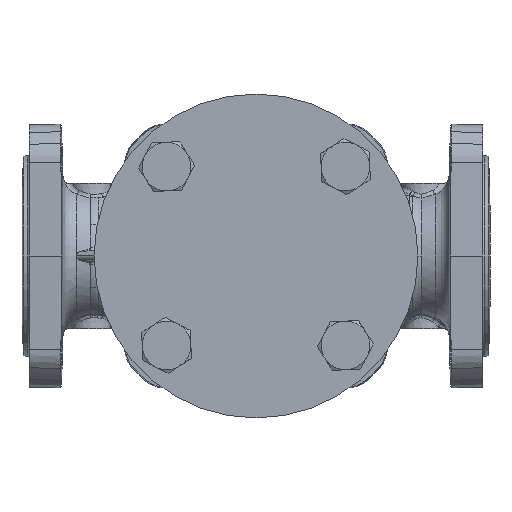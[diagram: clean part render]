
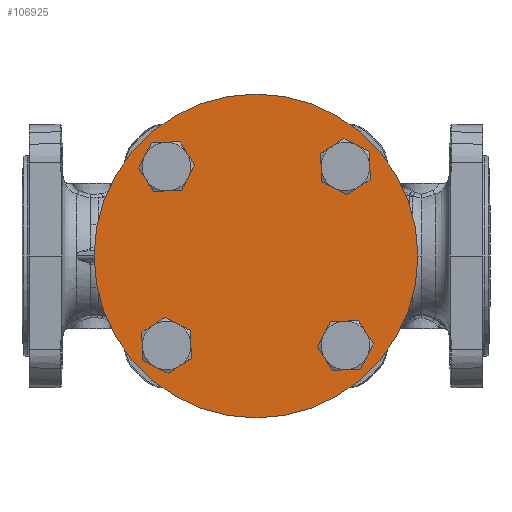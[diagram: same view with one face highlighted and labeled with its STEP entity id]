
A CAD part, front view. The second image highlights one B-rep face of the part: STEP entity #106925.
In plain terms, the highlighted planar face has unit normal (0, -1, 0).
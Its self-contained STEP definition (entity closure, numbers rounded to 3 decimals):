
#106679=CARTESIAN_POINT('',(-960.,-133.441,0.));
#106680=DIRECTION('',(0.,-1.,0.));
#106681=DIRECTION('',(0.,0.,-1.));
#106682=AXIS2_PLACEMENT_3D('',#106679,#106680,#106681);
#106684=CARTESIAN_POINT('',(-960.,-133.441,0.));
#106685=DIRECTION('',(0.,-1.,0.));
#106686=DIRECTION('',(0.,0.,1.));
#106687=AXIS2_PLACEMENT_3D('',#106684,#106685,#106686);
#106689=CARTESIAN_POINT('',(-1004.194,-133.441,
44.194));
#106690=DIRECTION('',(0.,-1.,0.));
#106691=DIRECTION('',(0.,0.,-1.));
#106692=AXIS2_PLACEMENT_3D('',#106689,#106690,#106691);
#106694=CARTESIAN_POINT('',(-1004.194,-133.441,
44.194));
#106695=DIRECTION('',(0.,-1.,0.));
#106696=DIRECTION('',(0.,0.,1.));
#106697=AXIS2_PLACEMENT_3D('',#106694,#106695,#106696);
#106699=CARTESIAN_POINT('',(-915.806,-133.441,
44.194));
#106700=DIRECTION('',(0.,-1.,0.));
#106701=DIRECTION('',(0.,0.,-1.));
#106702=AXIS2_PLACEMENT_3D('',#106699,#106700,#106701);
#106704=CARTESIAN_POINT('',(-915.806,-133.441,
44.194));
#106705=DIRECTION('',(0.,-1.,0.));
#106706=DIRECTION('',(0.,0.,1.));
#106707=AXIS2_PLACEMENT_3D('',#106704,#106705,#106706);
#106709=CARTESIAN_POINT('',(-915.806,-133.441,
-44.194));
#106710=DIRECTION('',(0.,-1.,0.));
#106711=DIRECTION('',(0.,0.,-1.));
#106712=AXIS2_PLACEMENT_3D('',#106709,#106710,#106711);
#106714=CARTESIAN_POINT('',(-915.806,-133.441,
-44.194));
#106715=DIRECTION('',(0.,-1.,0.));
#106716=DIRECTION('',(0.,0.,1.));
#106717=AXIS2_PLACEMENT_3D('',#106714,#106715,#106716);
#106719=CARTESIAN_POINT('',(-1004.194,-133.441,
-44.194));
#106720=DIRECTION('',(0.,-1.,0.));
#106721=DIRECTION('',(0.,0.,-1.));
#106722=AXIS2_PLACEMENT_3D('',#106719,#106720,#106721);
#106724=CARTESIAN_POINT('',(-1004.194,-133.441,
-44.194));
#106725=DIRECTION('',(0.,-1.,0.));
#106726=DIRECTION('',(0.,0.,1.));
#106727=AXIS2_PLACEMENT_3D('',#106724,#106725,#106726);
#106843=CARTESIAN_POINT('',(-960.,-133.441,-80.));
#106844=VERTEX_POINT('',#106843);
#106845=CARTESIAN_POINT('',(-960.,-133.441,80.));
#106846=VERTEX_POINT('',#106845);
#106851=CARTESIAN_POINT('',(-1004.194,-133.441,
-35.194));
#106852=CARTESIAN_POINT('',(-1004.194,-133.441,
-53.194));
#106853=VERTEX_POINT('',#106851);
#106854=VERTEX_POINT('',#106852);
#106855=CARTESIAN_POINT('',(-915.806,-133.441,
53.194));
#106856=CARTESIAN_POINT('',(-915.806,-133.441,
35.194));
#106857=VERTEX_POINT('',#106855);
#106858=VERTEX_POINT('',#106856);
#106863=CARTESIAN_POINT('',(-915.806,-133.441,
-53.194));
#106864=CARTESIAN_POINT('',(-915.806,-133.441,
-35.194));
#106865=VERTEX_POINT('',#106863);
#106866=VERTEX_POINT('',#106864);
#106871=CARTESIAN_POINT('',(-1004.194,-133.441,
35.194));
#106872=CARTESIAN_POINT('',(-1004.194,-133.441,
53.194));
#106873=VERTEX_POINT('',#106871);
#106874=VERTEX_POINT('',#106872);
#106891=CARTESIAN_POINT('',(-880.,-133.441,0.));
#106892=DIRECTION('',(0.,1.,0.));
#106893=DIRECTION('',(0.,0.,1.));
#106894=AXIS2_PLACEMENT_3D('',#106891,#106892,#106893);
#106895=PLANE('',#106894);
#106896=ORIENTED_EDGE('',*,*,#106880,.F.);
#106898=ORIENTED_EDGE('',*,*,#106897,.F.);
#106899=EDGE_LOOP('',(#106896,#106898));
#106900=FACE_OUTER_BOUND('',#106899,.F.);
#106902=ORIENTED_EDGE('',*,*,#106901,.T.);
#106904=ORIENTED_EDGE('',*,*,#106903,.T.);
#106905=EDGE_LOOP('',(#106902,#106904));
#106906=FACE_BOUND('',#106905,.F.);
#106908=ORIENTED_EDGE('',*,*,#106907,.T.);
#106910=ORIENTED_EDGE('',*,*,#106909,.T.);
#106911=EDGE_LOOP('',(#106908,#106910));
#106912=FACE_BOUND('',#106911,.F.);
#106914=ORIENTED_EDGE('',*,*,#106913,.T.);
#106916=ORIENTED_EDGE('',*,*,#106915,.T.);
#106917=EDGE_LOOP('',(#106914,#106916));
#106918=FACE_BOUND('',#106917,.F.);
#106920=ORIENTED_EDGE('',*,*,#106919,.T.);
#106922=ORIENTED_EDGE('',*,*,#106921,.T.);
#106923=EDGE_LOOP('',(#106920,#106922));
#106924=FACE_BOUND('',#106923,.F.);
#106925=ADVANCED_FACE('',(#106900,#106906,#106912,#106918,#106924),#106895,.F.);
#106683=CIRCLE('',#106682,80.);
#106688=CIRCLE('',#106687,80.);
#106693=CIRCLE('',#106692,9.);
#106698=CIRCLE('',#106697,9.);
#106703=CIRCLE('',#106702,9.);
#106708=CIRCLE('',#106707,9.);
#106713=CIRCLE('',#106712,9.);
#106718=CIRCLE('',#106717,9.);
#106723=CIRCLE('',#106722,9.);
#106728=CIRCLE('',#106727,9.);
#106880=EDGE_CURVE('',#106844,#106846,#106683,.T.);
#106897=EDGE_CURVE('',#106846,#106844,#106688,.T.);
#106901=EDGE_CURVE('',#106873,#106874,#106693,.T.);
#106903=EDGE_CURVE('',#106874,#106873,#106698,.T.);
#106907=EDGE_CURVE('',#106858,#106857,#106703,.T.);
#106909=EDGE_CURVE('',#106857,#106858,#106708,.T.);
#106913=EDGE_CURVE('',#106865,#106866,#106713,.T.);
#106915=EDGE_CURVE('',#106866,#106865,#106718,.T.);
#106919=EDGE_CURVE('',#106854,#106853,#106723,.T.);
#106921=EDGE_CURVE('',#106853,#106854,#106728,.T.);
